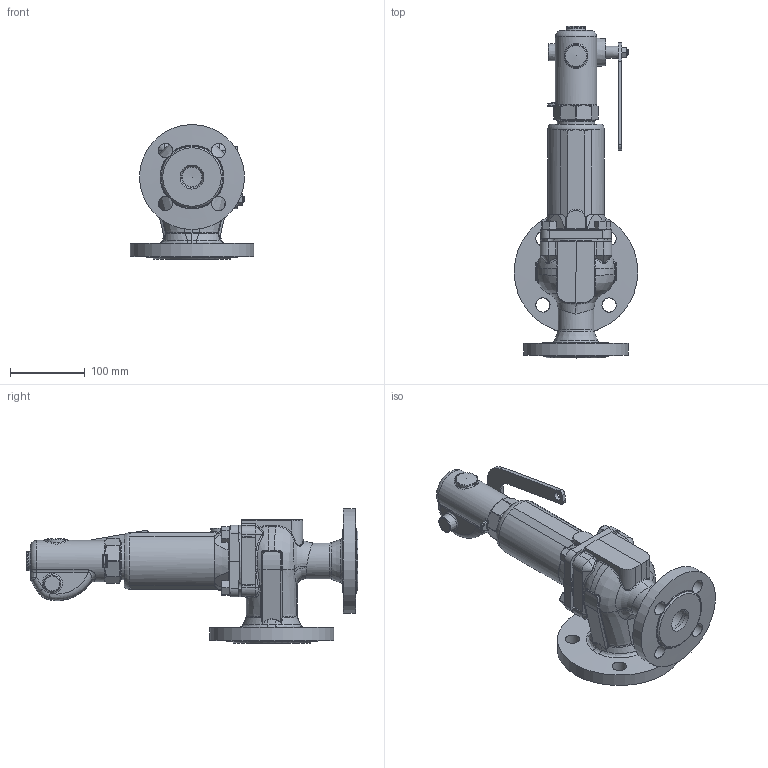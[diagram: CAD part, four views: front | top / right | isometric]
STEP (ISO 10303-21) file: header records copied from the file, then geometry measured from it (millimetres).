
FILE_DESCRIPTION(/* description */ (''),/* implementation_level */ '2;1');
FILE_NAME(/* name */ 'AT4539-441_127060.step',/* time_stamp */ '2025-08-06T16:17:35+02:00',/* author */ (''),/* organization */ (''),/* preprocessor_version */ 'ST-DEVELOPER v20.1',/* originating_system */ 'Autodesk Translation Framework v14.10.0.0',/* authorisation */ '');
FILE_SCHEMA (('AUTOMOTIVE_DESIGN { 1 0 10303 214 3 1 1 }'));
Products named in the file (9): 10000475984_G3D_000_ASM; 10000475985_G3D_000; 10000475986_G3D_000; 10000456382_G3D_000_ASM; 10000456383_G3D_000; 10000456384_G3D_000; 10000456385_G3D_000; 10000456386_G3D_000; 10000475987_G3D_000
Assembly tree (11 placements, depth 3):
  10000475984_G3D_000_ASM
    10000475985_G3D_000
    10000475986_G3D_000
    10000456382_G3D_000_ASM
      10000456383_G3D_000
      10000456384_G3D_000
      10000456385_G3D_000
      10000456386_G3D_000
    10000475987_G3D_000  x4
Bounding box: 165 x 443 x 180 mm (x, y, z)
Volume: 1589321.1 mm3; surface area: 344631.2 mm2
Topology: 10 solids, 10 shells, 881 faces, 2128 edges, 1279 vertices
Faces by surface type: bspline 285, plane 235, cylinder 168, cone 132, torus 41, sphere 20
Full cylindrical faces by diameter (mm): 8 x2, 10 x1, 10.4 x1, 11 x1, 12 x8, 14 x4, 16 x3, 16.5 x2, 19 x8, 20 x3, 24 x2, 25 x1, 25.2 x1, 26.44 x1, 28 x1, 32 x1, 34 x1, 42 x2, 42.5 x1, 45 x1, 48 x1, 50 x2, 52 x1, 55 x1, 60 x2, 66 x1, 80 x2, 140 x1, 165 x1
Entity records: 55797 total; most frequent: CARTESIAN_POINT 38833, ORIENTED_EDGE 3870, DIRECTION 3028, EDGE_CURVE 1935, AXIS2_PLACEMENT_3D 1229, VERTEX_POINT 1165, EDGE_LOOP 856, FACE_OUTER_BOUND 800
